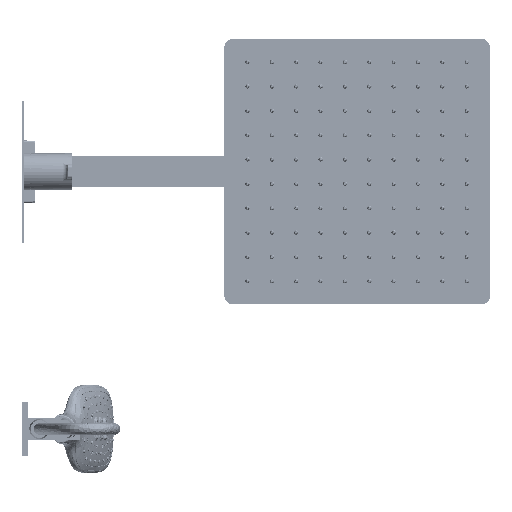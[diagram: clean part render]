
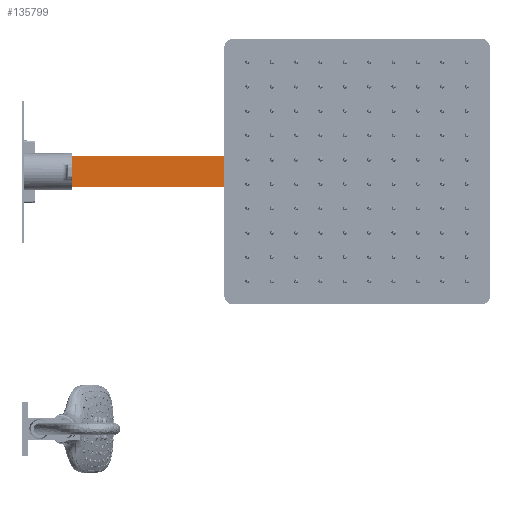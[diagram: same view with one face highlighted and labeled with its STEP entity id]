
A CAD part, front view. The second image highlights one B-rep face of the part: STEP entity #135799.
In plain terms, the highlighted planar face has unit normal (0, -1, 0).
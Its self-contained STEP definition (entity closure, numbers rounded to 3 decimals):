
#14082 = VERTEX_POINT ( 'NONE', #249485 ) ;
#19576 = CIRCLE ( 'NONE', #236258, 7.475 ) ;
#23734 = CARTESIAN_POINT ( 'NONE',  ( 400.636, 892.375, 17.125 ) ) ;
#23796 = CARTESIAN_POINT ( 'NONE',  ( 7.786, 892.375, -17.625 ) ) ;
#24299 = DIRECTION ( 'NONE',  ( 0., 0., 1. ) ) ;
#32649 = ORIENTED_EDGE ( 'NONE', *, *, #281117, .T. ) ;
#38125 = AXIS2_PLACEMENT_3D ( 'NONE', #423462, #38801, #351005 ) ;
#38801 = DIRECTION ( 'NONE',  ( 0., -1., 0. ) ) ;
#52001 = VERTEX_POINT ( 'NONE', #223192 ) ;
#65234 = CARTESIAN_POINT ( 'NONE',  ( 400.636, 892.375, -17.125 ) ) ;
#88341 = ORIENTED_EDGE ( 'NONE', *, *, #207042, .T. ) ;
#90609 = VERTEX_POINT ( 'NONE', #222992 ) ;
#94375 = LINE ( 'NONE', #440609, #308930 ) ;
#94424 = ORIENTED_EDGE ( 'NONE', *, *, #100321, .T. ) ;
#100321 = EDGE_CURVE ( 'NONE', #52001, #300848, #375219, .T. ) ;
#104441 = PLANE ( 'NONE',  #38125 ) ;
#110919 = CARTESIAN_POINT ( 'NONE',  ( 400.636, 892.375, 17.125 ) ) ;
#135799 = ADVANCED_FACE ( 'NONE', ( #174485, #421250 ), #104441, .T. ) ;
#146002 = VERTEX_POINT ( 'NONE', #110919 ) ;
#161726 = DIRECTION ( 'NONE',  ( 0., 0., -1. ) ) ;
#166351 = VECTOR ( 'NONE', #279938, 1000. ) ;
#167857 = EDGE_CURVE ( 'NONE', #146002, #90609, #193327, .T. ) ;
#174485 = FACE_BOUND ( 'NONE', #298703, .T. ) ;
#181835 = DIRECTION ( 'NONE',  ( 0., 0., 1. ) ) ;
#193327 = LINE ( 'NONE', #23734, #260492 ) ;
#207042 = EDGE_CURVE ( 'NONE', #90609, #52001, #333770, .T. ) ;
#222992 = CARTESIAN_POINT ( 'NONE',  ( 7.786, 892.375, 17.125 ) ) ;
#223192 = CARTESIAN_POINT ( 'NONE',  ( 7.786, 892.375, -17.125 ) ) ;
#229583 = DIRECTION ( 'NONE',  ( -1., 0., 0. ) ) ;
#236258 = AXIS2_PLACEMENT_3D ( 'NONE', #426325, #326626, #181835 ) ;
#249485 = CARTESIAN_POINT ( 'NONE',  ( 371.636, 892.375, 7.475 ) ) ;
#252626 = CARTESIAN_POINT ( 'NONE',  ( 400.636, 892.375, -17.125 ) ) ;
#260492 = VECTOR ( 'NONE', #229583, 1000. ) ;
#278659 = EDGE_CURVE ( 'NONE', #14082, #14082, #19576, .T. ) ;
#279938 = DIRECTION ( 'NONE',  ( 1., 0., 0. ) ) ;
#281117 = EDGE_CURVE ( 'NONE', #300848, #146002, #94375, .T. ) ;
#298703 = EDGE_LOOP ( 'NONE', ( #322924 ) ) ;
#300848 = VERTEX_POINT ( 'NONE', #252626 ) ;
#308930 = VECTOR ( 'NONE', #24299, 1000. ) ;
#322924 = ORIENTED_EDGE ( 'NONE', *, *, #278659, .F. ) ;
#326626 = DIRECTION ( 'NONE',  ( 0., -1., 0. ) ) ;
#333770 = LINE ( 'NONE', #23796, #375031 ) ;
#351005 = DIRECTION ( 'NONE',  ( 0., 0., 1. ) ) ;
#375031 = VECTOR ( 'NONE', #161726, 1000. ) ;
#375219 = LINE ( 'NONE', #65234, #166351 ) ;
#421250 = FACE_OUTER_BOUND ( 'NONE', #431237, .T. ) ;
#423462 = CARTESIAN_POINT ( 'NONE',  ( 400.636, 892.375, -17.625 ) ) ;
#426325 = CARTESIAN_POINT ( 'NONE',  ( 371.636, 892.375, 0. ) ) ;
#431237 = EDGE_LOOP ( 'NONE', ( #443564, #88341, #94424, #32649 ) ) ;
#440609 = CARTESIAN_POINT ( 'NONE',  ( 400.636, 892.375, -17.625 ) ) ;
#443564 = ORIENTED_EDGE ( 'NONE', *, *, #167857, .T. ) ;
